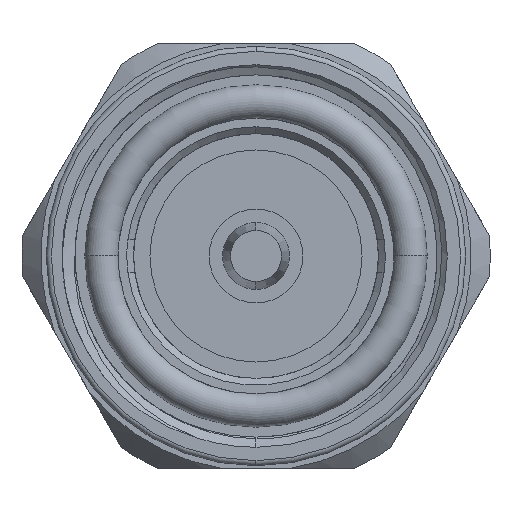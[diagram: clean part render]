
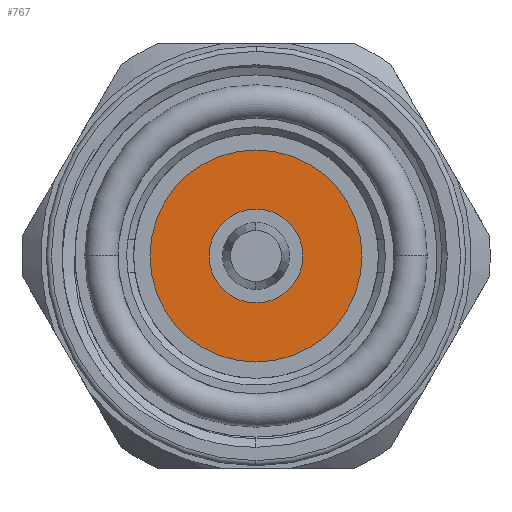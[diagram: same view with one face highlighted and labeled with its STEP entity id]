
A CAD part, left-side view. The second image highlights one B-rep face of the part: STEP entity #767.
In plain terms, the highlighted planar face has unit normal (-1, 0, 0).
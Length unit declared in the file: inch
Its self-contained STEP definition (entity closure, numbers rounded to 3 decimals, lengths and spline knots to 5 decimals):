
#11 = AXIS2_PLACEMENT_3D ( 'NONE', #2775, #3625, #5378 ) ;
#19 = AXIS2_PLACEMENT_3D ( 'NONE', #3039, #3358, #4216 ) ;
#140 = FACE_OUTER_BOUND ( 'NONE', #3607, .T. ) ;
#189 = AXIS2_PLACEMENT_3D ( 'NONE', #197, #3516, #221 ) ;
#193 = EDGE_CURVE ( 'NONE', #5362, #2950, #817, .T. ) ;
#197 = CARTESIAN_POINT ( 'NONE',  ( -0.50515, 0., 0. ) ) ;
#199 = AXIS2_PLACEMENT_3D ( 'NONE', #4164, #2488, #4135 ) ;
#221 = DIRECTION ( 'NONE',  ( 0., 0., -1. ) ) ;
#546 = CIRCLE ( 'NONE', #199, 0.31201 ) ;
#568 = CARTESIAN_POINT ( 'NONE',  ( -0.50515, 0., 0. ) ) ;
#652 = CARTESIAN_POINT ( 'NONE',  ( -0.50515, 0., 0.31201 ) ) ;
#767 = ADVANCED_FACE ( 'NONE', ( #2258, #140 ), #4828, .F. ) ;
#817 = CIRCLE ( 'NONE', #19, 0.138 ) ;
#901 = DIRECTION ( 'NONE',  ( -1., 0., 0. ) ) ;
#927 = ORIENTED_EDGE ( 'NONE', *, *, #1616, .T. ) ;
#1114 = EDGE_LOOP ( 'NONE', ( #5092, #4504 ) ) ;
#1339 = CIRCLE ( 'NONE', #4604, 0.138 ) ;
#1616 = EDGE_CURVE ( 'NONE', #3107, #3428, #546, .T. ) ;
#2258 = FACE_BOUND ( 'NONE', #1114, .T. ) ;
#2457 = EDGE_CURVE ( 'NONE', #2950, #5362, #1339, .T. ) ;
#2488 = DIRECTION ( 'NONE',  ( -1., 0., 0. ) ) ;
#2775 = CARTESIAN_POINT ( 'NONE',  ( -0.50515, 0., 0. ) ) ;
#2836 = ORIENTED_EDGE ( 'NONE', *, *, #3654, .T. ) ;
#2950 = VERTEX_POINT ( 'NONE', #3949 ) ;
#3039 = CARTESIAN_POINT ( 'NONE',  ( -0.50515, 0., 0. ) ) ;
#3050 = DIRECTION ( 'NONE',  ( 0., 0., -1. ) ) ;
#3107 = VERTEX_POINT ( 'NONE', #652 ) ;
#3358 = DIRECTION ( 'NONE',  ( -1., 0., 0. ) ) ;
#3373 = CARTESIAN_POINT ( 'NONE',  ( -0.50515, 0., -0.138 ) ) ;
#3428 = VERTEX_POINT ( 'NONE', #4499 ) ;
#3516 = DIRECTION ( 'NONE',  ( 1., 0., 0. ) ) ;
#3607 = EDGE_LOOP ( 'NONE', ( #927, #2836 ) ) ;
#3625 = DIRECTION ( 'NONE',  ( -1., 0., 0. ) ) ;
#3654 = EDGE_CURVE ( 'NONE', #3428, #3107, #4488, .T. ) ;
#3949 = CARTESIAN_POINT ( 'NONE',  ( -0.50515, 0., 0.138 ) ) ;
#4135 = DIRECTION ( 'NONE',  ( 0., 0., -1. ) ) ;
#4164 = CARTESIAN_POINT ( 'NONE',  ( -0.50515, 0., 0. ) ) ;
#4216 = DIRECTION ( 'NONE',  ( 0., 0., -1. ) ) ;
#4488 = CIRCLE ( 'NONE', #11, 0.31201 ) ;
#4499 = CARTESIAN_POINT ( 'NONE',  ( -0.50515, 0., -0.31201 ) ) ;
#4504 = ORIENTED_EDGE ( 'NONE', *, *, #2457, .F. ) ;
#4604 = AXIS2_PLACEMENT_3D ( 'NONE', #568, #901, #3050 ) ;
#4828 = PLANE ( 'NONE',  #189 ) ;
#5092 = ORIENTED_EDGE ( 'NONE', *, *, #193, .F. ) ;
#5362 = VERTEX_POINT ( 'NONE', #3373 ) ;
#5378 = DIRECTION ( 'NONE',  ( 0., 0., -1. ) ) ;
